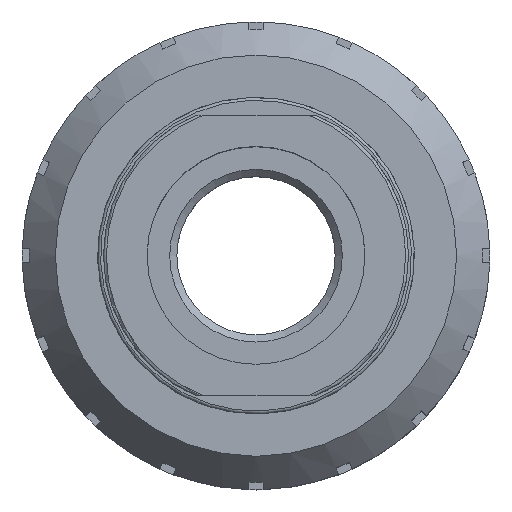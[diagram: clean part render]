
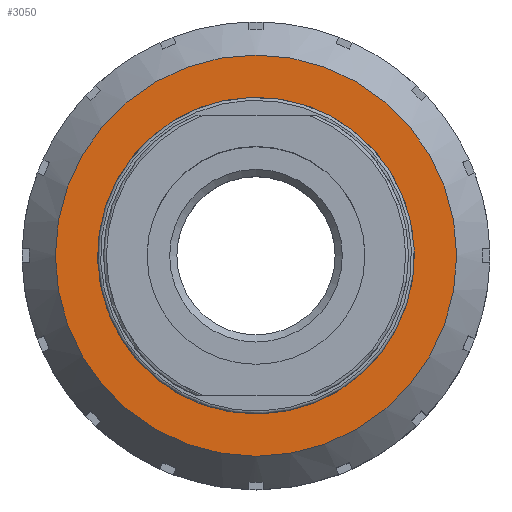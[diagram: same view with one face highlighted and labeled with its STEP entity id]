
A CAD part, top view. The second image highlights one B-rep face of the part: STEP entity #3050.
In plain terms, the highlighted face is planar.
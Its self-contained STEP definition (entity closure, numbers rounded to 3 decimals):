
#117=FACE_BOUND($,#572,.T.);
#220=PLANE($,#3389);
#375=FACE_OUTER_BOUND($,#571,.T.);
#571=EDGE_LOOP($,(#2745));
#572=EDGE_LOOP($,(#2746));
#1208=CIRCLE($,#3382,13.942);
#1211=CIRCLE($,#3390,11.);
#1507=VERTEX_POINT($,#5297);
#1512=VERTEX_POINT($,#5316);
#1938=EDGE_CURVE($,#1507,#1507,#1208,.T.);
#1947=EDGE_CURVE($,#1512,#1512,#1211,.T.);
#2745=ORIENTED_EDGE($,*,*,#1938,.F.);
#2746=ORIENTED_EDGE($,*,*,#1947,.T.);
#3050=ADVANCED_FACE($,(#375,#117),#220,.T.);
#3382=AXIS2_PLACEMENT_3D($,#5298,#4270,#4271);
#3389=AXIS2_PLACEMENT_3D($,#5315,#4290,#4291);
#3390=AXIS2_PLACEMENT_3D($,#5317,#4292,#4293);
#4270=DIRECTION('center_axis',(0.,0.,1.));
#4271=DIRECTION('ref_axis',(0.,-1.,0.));
#4290=DIRECTION('center_axis',(0.,0.,-1.));
#4291=DIRECTION('ref_axis',(-1.,0.,0.));
#4292=DIRECTION('center_axis',(0.,0.,1.));
#4293=DIRECTION('ref_axis',(0.,-1.,0.));
#5297=CARTESIAN_POINT('',(0.,-13.942,0.));
#5298=CARTESIAN_POINT('Origin',(0.,0.,0.));
#5315=CARTESIAN_POINT('Origin',(0.,-12.471,0.));
#5316=CARTESIAN_POINT('',(0.,-11.,0.));
#5317=CARTESIAN_POINT('Origin',(0.,0.,0.));
